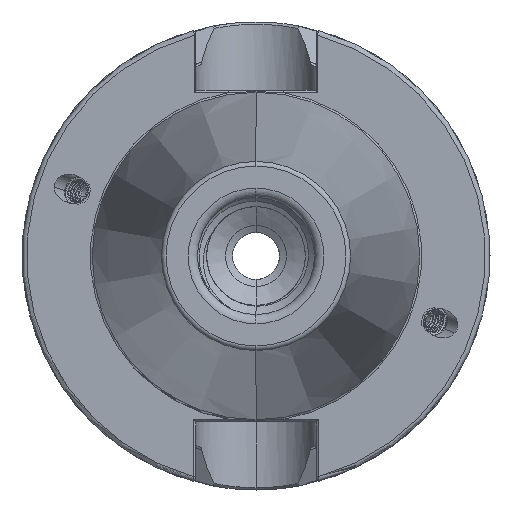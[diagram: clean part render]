
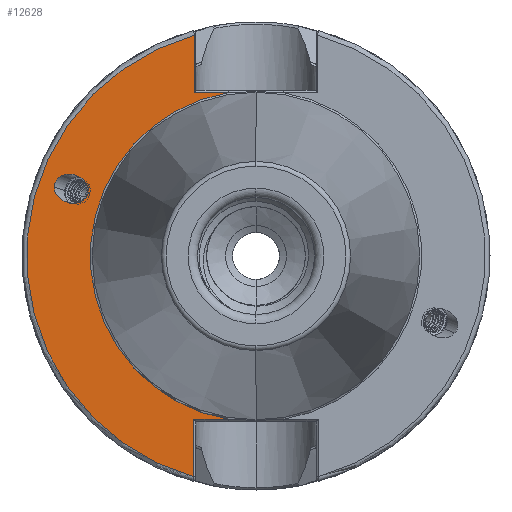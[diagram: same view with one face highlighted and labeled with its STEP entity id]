
A CAD part, left-side view. The second image highlights one B-rep face of the part: STEP entity #12628.
In plain terms, the highlighted planar face has unit normal (-1, 0, 0).
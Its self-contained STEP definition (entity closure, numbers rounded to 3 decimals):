
#114 = CARTESIAN_POINT ( 'NONE',  ( 0., 43.118, 14.766 ) ) ;
#119 = CARTESIAN_POINT ( 'NONE',  ( 0., 35.816, 13.963 ) ) ;
#177 = CARTESIAN_POINT ( 'NONE',  ( 0., 35.968, 13.091 ) ) ;
#496 = ORIENTED_EDGE ( 'NONE', *, *, #5105, .F. ) ;
#609 = VERTEX_POINT ( 'NONE', #18989 ) ;
#641 = VERTEX_POINT ( 'NONE', #19024 ) ;
#642 = VERTEX_POINT ( 'NONE', #19029 ) ;
#645 = VERTEX_POINT ( 'NONE', #19027 ) ;
#648 = VERTEX_POINT ( 'NONE', #19031 ) ;
#710 = VERTEX_POINT ( 'NONE', #15011 ) ;
#856 = EDGE_LOOP ( 'NONE', ( #20904, #20944, #20886, #20889, #20846, #20869 ) ) ;
#880 = EDGE_LOOP ( 'NONE', ( #496, #20912, #20862 ) ) ;
#921 = CIRCLE ( 'NONE', #15406, 49. ) ;
#939 = LINE ( 'NONE', #6203, #940 ) ;
#940 = VECTOR ( 'NONE', #6185, 1000. ) ;
#941 = LINE ( 'NONE', #21044, #949 ) ;
#949 = VECTOR ( 'NONE', #21049, 1000. ) ;
#976 = LINE ( 'NONE', #6133, #1007 ) ;
#1007 = VECTOR ( 'NONE', #6108, 1000. ) ;
#1425 = FACE_BOUND ( 'NONE', #880, .T. ) ;
#1437 = FACE_OUTER_BOUND ( 'NONE', #856, .T. ) ;
#3301 = DIRECTION ( 'NONE',  ( 0., 0., -1. ) ) ;
#3306 = DIRECTION ( 'NONE',  ( 1., 0., 0. ) ) ;
#3315 = CARTESIAN_POINT ( 'NONE',  ( 0., 0., 0. ) ) ;
#3777 = DIRECTION ( 'NONE',  ( 0., 1., 0. ) ) ;
#3797 = CARTESIAN_POINT ( 'NONE',  ( 0., 35.398, 34.9 ) ) ;
#5105 = EDGE_CURVE ( 'NONE', #9907, #9867, #21342, .T. ) ;
#5124 = EDGE_CURVE ( 'NONE', #9867, #9845, #21336, .T. ) ;
#5139 = EDGE_CURVE ( 'NONE', #641, #710, #921, .T. ) ;
#5153 = EDGE_CURVE ( 'NONE', #641, #642, #941, .T. ) ;
#5158 = EDGE_CURVE ( 'NONE', #642, #645, #939, .T. ) ;
#5166 = EDGE_CURVE ( 'NONE', #9845, #9907, #9603, .T. ) ;
#5175 = EDGE_CURVE ( 'NONE', #609, #710, #976, .T. ) ;
#5517 = CARTESIAN_POINT ( 'NONE',  ( 0., 35.968, 13.091 ) ) ;
#5532 = CARTESIAN_POINT ( 'NONE',  ( 0., 35.867, 13.369 ) ) ;
#5535 = CARTESIAN_POINT ( 'NONE',  ( 0., 35.816, 13.662 ) ) ;
#5549 = CARTESIAN_POINT ( 'NONE',  ( 0., 35.816, 13.963 ) ) ;
#5787 = LINE ( 'NONE', #3797, #5838 ) ;
#5810 = CIRCLE ( 'NONE', #6314, 35.398 ) ;
#5838 = VECTOR ( 'NONE', #3777, 1000. ) ;
#6108 = DIRECTION ( 'NONE',  ( 0., 0., 1. ) ) ;
#6133 = CARTESIAN_POINT ( 'NONE',  ( 0., 13.194, 0. ) ) ;
#6185 = DIRECTION ( 'NONE',  ( 0., -1., 0. ) ) ;
#6203 = CARTESIAN_POINT ( 'NONE',  ( 0., -12.85, -34.9 ) ) ;
#6215 = CARTESIAN_POINT ( 'NONE',  ( 0., 43.118, 14.766 ) ) ;
#6222 = CARTESIAN_POINT ( 'NONE',  ( 0., 37.57, 8.69 ) ) ;
#6229 = CARTESIAN_POINT ( 'NONE',  ( 0., 43.118, 9.99 ) ) ;
#6231 = CARTESIAN_POINT ( 'NONE',  ( 0., 35.968, 13.091 ) ) ;
#6314 = AXIS2_PLACEMENT_3D ( 'NONE', #3315, #3306, #3301 ) ;
#7260 = DIRECTION ( 'NONE',  ( -1., 0., 0. ) ) ;
#7261 = DIRECTION ( 'NONE',  ( 0., 0., 1. ) ) ;
#7265 = CARTESIAN_POINT ( 'NONE',  ( 0., 35.398, 0. ) ) ;
#7281 = PLANE ( 'NONE',  #15249 ) ;
#9603 =( BOUNDED_CURVE ( )  B_SPLINE_CURVE ( 3, ( #6215, #6229, #6222, #6231 ),
 .UNSPECIFIED., .F., .F. ) 
 B_SPLINE_CURVE_WITH_KNOTS ( ( 4, 4 ),
 ( 3.431, 6.283 ),
 .UNSPECIFIED. ) 
 CURVE ( )  GEOMETRIC_REPRESENTATION_ITEM ( )  RATIONAL_B_SPLINE_CURVE ( ( 1., 0.43, 0.43, 1. ) ) 
 REPRESENTATION_ITEM ( '' )  );
#9845 = VERTEX_POINT ( 'NONE', #114 ) ;
#9867 = VERTEX_POINT ( 'NONE', #119 ) ;
#9907 = VERTEX_POINT ( 'NONE', #177 ) ;
#12628 = ADVANCED_FACE ( 'NONE', ( #1425, #1437 ), #7281, .T. ) ;
#15011 = CARTESIAN_POINT ( 'NONE',  ( 0., 13.194, 47.19 ) ) ;
#15249 = AXIS2_PLACEMENT_3D ( 'NONE', #7265, #7260, #7261 ) ;
#15406 = AXIS2_PLACEMENT_3D ( 'NONE', #21099, #21068, #21105 ) ;
#18989 = CARTESIAN_POINT ( 'NONE',  ( 0., 13.194, 34.9 ) ) ;
#19024 = CARTESIAN_POINT ( 'NONE',  ( 0., 13.279, -47.166 ) ) ;
#19027 = CARTESIAN_POINT ( 'NONE',  ( 0., 5.916, -34.9 ) ) ;
#19029 = CARTESIAN_POINT ( 'NONE',  ( 0., 13.279, -34.9 ) ) ;
#19031 = CARTESIAN_POINT ( 'NONE',  ( 0., 5.916, 34.9 ) ) ;
#19680 = CARTESIAN_POINT ( 'NONE',  ( 0., 43.118, 14.766 ) ) ;
#19794 = CARTESIAN_POINT ( 'NONE',  ( 0., 35.816, 13.963 ) ) ;
#19799 = CARTESIAN_POINT ( 'NONE',  ( 0., 35.816, 20.184 ) ) ;
#19806 = CARTESIAN_POINT ( 'NONE',  ( 0., 43.118, 20.987 ) ) ;
#20096 = EDGE_CURVE ( 'NONE', #648, #609, #5787, .T. ) ;
#20128 = EDGE_CURVE ( 'NONE', #645, #648, #5810, .T. ) ;
#20846 = ORIENTED_EDGE ( 'NONE', *, *, #20096, .T. ) ;
#20862 = ORIENTED_EDGE ( 'NONE', *, *, #5124, .F. ) ;
#20869 = ORIENTED_EDGE ( 'NONE', *, *, #5175, .T. ) ;
#20886 = ORIENTED_EDGE ( 'NONE', *, *, #5158, .T. ) ;
#20889 = ORIENTED_EDGE ( 'NONE', *, *, #20128, .T. ) ;
#20904 = ORIENTED_EDGE ( 'NONE', *, *, #5139, .F. ) ;
#20912 = ORIENTED_EDGE ( 'NONE', *, *, #5166, .F. ) ;
#20944 = ORIENTED_EDGE ( 'NONE', *, *, #5153, .T. ) ;
#21044 = CARTESIAN_POINT ( 'NONE',  ( 0., 13.279, -35.4 ) ) ;
#21049 = DIRECTION ( 'NONE',  ( 0., 0., 1. ) ) ;
#21068 = DIRECTION ( 'NONE',  ( 1., 0., 0. ) ) ;
#21099 = CARTESIAN_POINT ( 'NONE',  ( 0., 0., 0. ) ) ;
#21105 = DIRECTION ( 'NONE',  ( 0., 0., -1. ) ) ;
#21336 =( BOUNDED_CURVE ( )  B_SPLINE_CURVE ( 3, ( #19794, #19799, #19806, #19680 ),
 .UNSPECIFIED., .F., .F. ) 
 B_SPLINE_CURVE_WITH_KNOTS ( ( 4, 4 ),
 ( 0.29, 3.431 ),
 .UNSPECIFIED. ) 
 CURVE ( )  GEOMETRIC_REPRESENTATION_ITEM ( )  RATIONAL_B_SPLINE_CURVE ( ( 1., 0.333, 0.333, 1. ) ) 
 REPRESENTATION_ITEM ( '' )  );
#21342 =( BOUNDED_CURVE ( )  B_SPLINE_CURVE ( 3, ( #5517, #5532, #5535, #5549 ),
 .UNSPECIFIED., .F., .F. ) 
 B_SPLINE_CURVE_WITH_KNOTS ( ( 4, 4 ),
 ( 0., 0.29 ),
 .UNSPECIFIED. ) 
 CURVE ( )  GEOMETRIC_REPRESENTATION_ITEM ( )  RATIONAL_B_SPLINE_CURVE ( ( 1., 0.993, 0.993, 1. ) ) 
 REPRESENTATION_ITEM ( '' )  );
